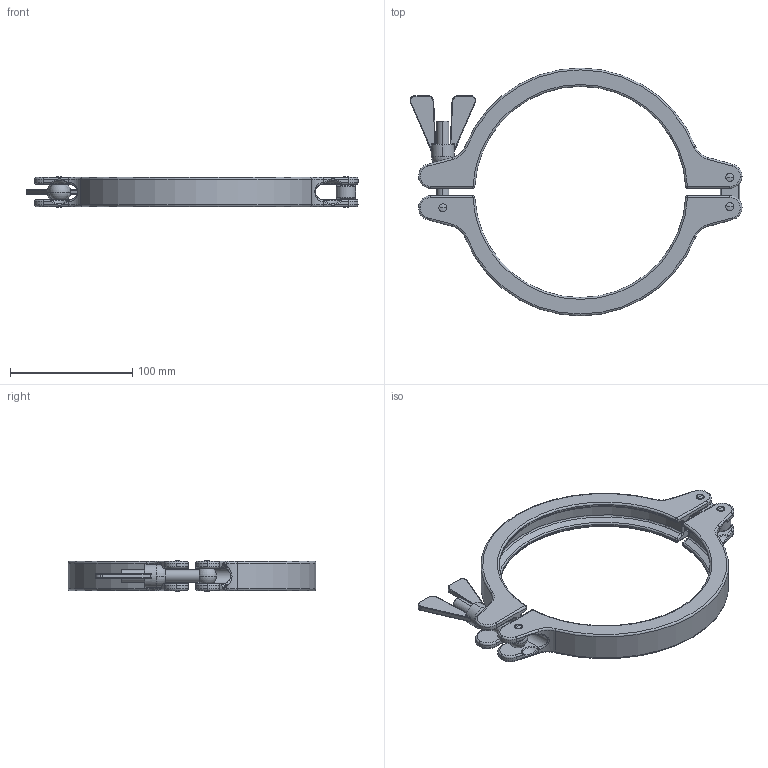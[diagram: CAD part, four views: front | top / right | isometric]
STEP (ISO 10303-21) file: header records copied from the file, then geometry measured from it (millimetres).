
FILE_DESCRIPTION (( 'STEP AP214' ), '1' );
FILE_NAME ('CL.SH.0658 BLOCK.STEP', '2020-05-19T12:15:58', ( '' ), ( '' ), 'SwSTEP 2.0', 'SolidWorks 2020', '' );
FILE_SCHEMA (( 'AUTOMOTIVE_DESIGN' ));
Length unit declared in the file: millimetre
Products named in the file (1): CL.SH.0658 BLOCK
Bounding box: 271.93 x 203 x 25.3 mm (x, y, z)
Volume: 202541.5 mm3; surface area: 72337.8 mm2
Topology: 3 solids, 5 shells, 441 faces, 1030 edges, 575 vertices
Faces by surface type: cylinder 155, torus 101, bspline 84, plane 55, sphere 42, cone 4
Entity records: 15455 total; most frequent: CARTESIAN_POINT 5897, DIRECTION 2079, ORIENTED_EDGE 1978, EDGE_CURVE 989, AXIS2_PLACEMENT_3D 914, VERTEX_POINT 572, CIRCLE 556, EDGE_LOOP 469
